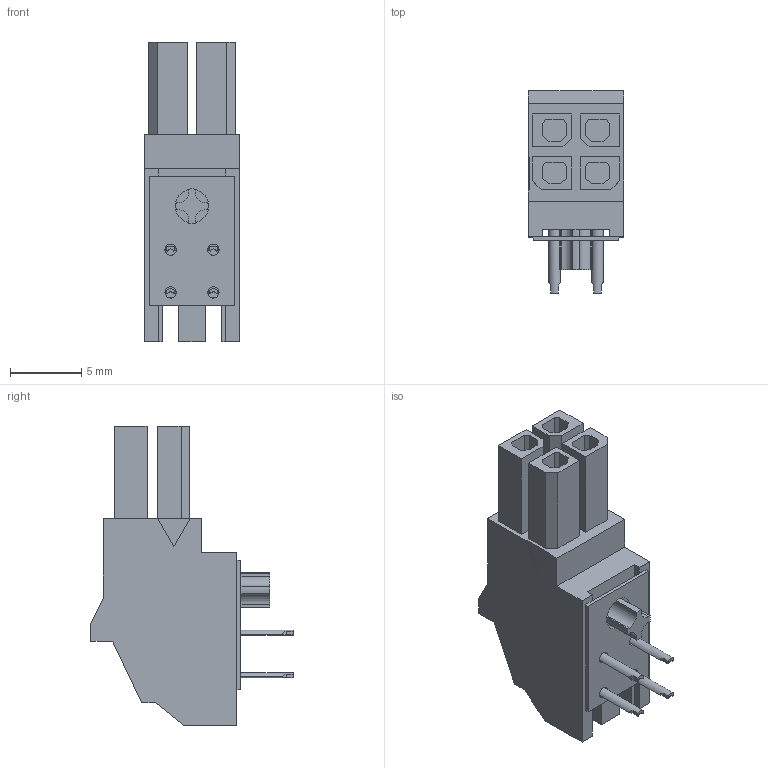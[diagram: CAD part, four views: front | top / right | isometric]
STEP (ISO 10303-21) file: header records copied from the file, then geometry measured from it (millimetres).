
FILE_DESCRIPTION( ( 'STEP AP214' ), '1' );
FILE_NAME( 'psolqas0914288197.stp', '2019-02-18T08:14:28', ( '' ), ( '' ), ' ', 'PARTsolutions', ' ' );
FILE_SCHEMA( ( 'AUTOMOTIVE_DESIGN { 1 0 10303 214 1 1 1 1 }' ) );
Length unit declared in the file: metre
Products named in the file (1): 1
Bounding box: 6.71 x 14.17 x 20.98 mm (x, y, z)
Volume: 807.3 mm3; surface area: 1187.5 mm2
Topology: 1 solids, 1 shells, 214 faces, 639 edges, 418 vertices
Faces by surface type: plane 186, cylinder 28
Entity records: 7170 total; most frequent: CARTESIAN_POINT 1288, ORIENTED_EDGE 1278, DIRECTION 1141, EDGE_CURVE 639, LINE 551, VECTOR 551, VERTEX_POINT 418, AXIS2_PLACEMENT_3D 295
